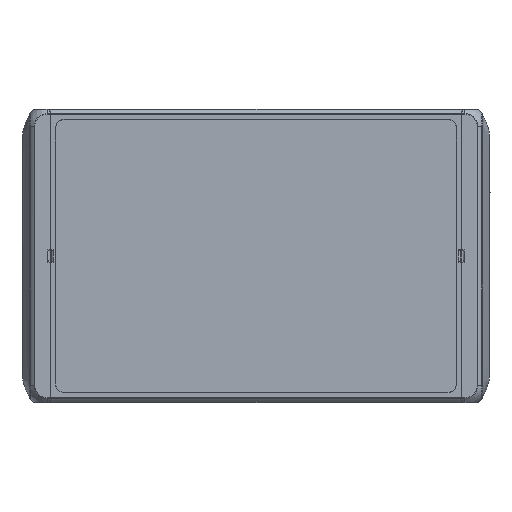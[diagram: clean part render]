
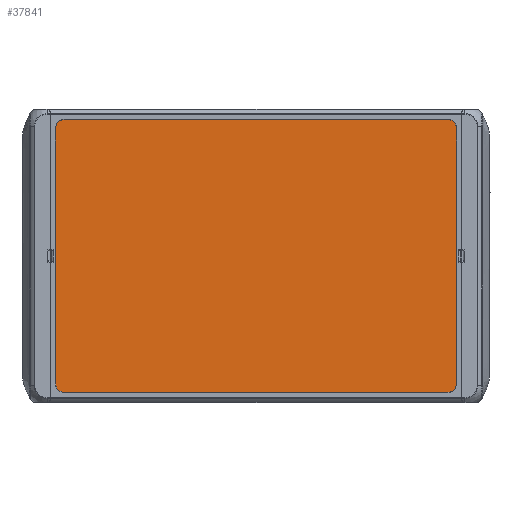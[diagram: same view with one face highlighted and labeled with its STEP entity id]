
A CAD part, top view. The second image highlights one B-rep face of the part: STEP entity #37841.
In plain terms, the highlighted planar face has unit normal (0, 0, 1).
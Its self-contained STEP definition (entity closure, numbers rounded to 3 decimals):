
#3581=PLANE('',#41609);
#5539=FACE_OUTER_BOUND('',#8030,.T.);
#8030=EDGE_LOOP('',(#32974,#32975,#32976,#32977,#32978,#32979,#32980,#32981));
#10603=LINE('',#91692,#13210);
#10606=LINE('',#91700,#13213);
#10609=LINE('',#91708,#13216);
#10611=LINE('',#91714,#13218);
#13210=VECTOR('',#50974,148.014);
#13213=VECTOR('',#50983,222.014);
#13216=VECTOR('',#50992,148.014);
#13218=VECTOR('',#51000,222.014);
#14521=ELLIPSE('',#41544,5.014,5.);
#14522=ELLIPSE('',#41547,5.014,5.);
#14523=ELLIPSE('',#41550,5.014,5.);
#14524=ELLIPSE('',#41553,5.014,5.);
#17612=VERTEX_POINT('',#91684);
#17613=VERTEX_POINT('',#91685);
#17614=VERTEX_POINT('',#91690);
#17615=VERTEX_POINT('',#91694);
#17616=VERTEX_POINT('',#91698);
#17617=VERTEX_POINT('',#91702);
#17618=VERTEX_POINT('',#91706);
#17619=VERTEX_POINT('',#91710);
#22787=EDGE_CURVE('',#17612,#17613,#14521,.T.);
#22791=EDGE_CURVE('',#17613,#17614,#10603,.T.);
#22792=EDGE_CURVE('',#17614,#17615,#14522,.T.);
#22795=EDGE_CURVE('',#17615,#17616,#10606,.T.);
#22796=EDGE_CURVE('',#17616,#17617,#14523,.T.);
#22799=EDGE_CURVE('',#17617,#17618,#10609,.T.);
#22800=EDGE_CURVE('',#17618,#17619,#14524,.T.);
#22802=EDGE_CURVE('',#17619,#17612,#10611,.T.);
#32974=ORIENTED_EDGE('',*,*,#22787,.T.);
#32975=ORIENTED_EDGE('',*,*,#22791,.T.);
#32976=ORIENTED_EDGE('',*,*,#22792,.T.);
#32977=ORIENTED_EDGE('',*,*,#22795,.T.);
#32978=ORIENTED_EDGE('',*,*,#22796,.T.);
#32979=ORIENTED_EDGE('',*,*,#22799,.T.);
#32980=ORIENTED_EDGE('',*,*,#22800,.T.);
#32981=ORIENTED_EDGE('',*,*,#22802,.T.);
#37841=ADVANCED_FACE('',(#5539),#3581,.T.);
#41544=AXIS2_PLACEMENT_3D('',#91686,#50967,#50968);
#41547=AXIS2_PLACEMENT_3D('',#91695,#50977,#50978);
#41550=AXIS2_PLACEMENT_3D('',#91703,#50986,#50987);
#41553=AXIS2_PLACEMENT_3D('',#91711,#50995,#50996);
#41609=AXIS2_PLACEMENT_3D('',#92026,#51136,#51137);
#50967=DIRECTION('center_axis',(0.,0.,1.));
#50968=DIRECTION('ref_axis',(-0.707,0.707,0.));
#50974=DIRECTION('',(0.,-1.,0.));
#50977=DIRECTION('center_axis',(0.,0.,1.));
#50978=DIRECTION('ref_axis',(-0.707,-0.707,0.));
#50983=DIRECTION('',(1.,0.,0.));
#50986=DIRECTION('center_axis',(0.,0.,1.));
#50987=DIRECTION('ref_axis',(0.707,-0.707,0.));
#50992=DIRECTION('',(0.,1.,0.));
#50995=DIRECTION('center_axis',(0.,0.,1.));
#50996=DIRECTION('ref_axis',(0.707,0.707,0.));
#51000=DIRECTION('',(-1.,0.,0.));
#51136=DIRECTION('center_axis',(0.,0.,1.));
#51137=DIRECTION('ref_axis',(1.,0.,0.));
#91684=CARTESIAN_POINT('',(-111.007,79.,18.));
#91685=CARTESIAN_POINT('',(-116.,74.007,18.));
#91686=CARTESIAN_POINT('Origin',(-110.993,73.993,18.));
#91690=CARTESIAN_POINT('',(-116.,-74.007,18.));
#91692=CARTESIAN_POINT('',(-116.,-79.,18.));
#91694=CARTESIAN_POINT('',(-111.007,-79.,18.));
#91695=CARTESIAN_POINT('Origin',(-110.993,-73.993,18.));
#91698=CARTESIAN_POINT('',(111.007,-79.,18.));
#91700=CARTESIAN_POINT('',(116.,-79.,18.));
#91702=CARTESIAN_POINT('',(116.,-74.007,18.));
#91703=CARTESIAN_POINT('Origin',(110.993,-73.993,18.));
#91706=CARTESIAN_POINT('',(116.,74.007,18.));
#91708=CARTESIAN_POINT('',(116.,79.,18.));
#91710=CARTESIAN_POINT('',(111.007,79.,18.));
#91711=CARTESIAN_POINT('Origin',(110.993,73.993,18.));
#91714=CARTESIAN_POINT('',(-116.,79.,18.));
#92026=CARTESIAN_POINT('Origin',(0.,0.,
18.));
